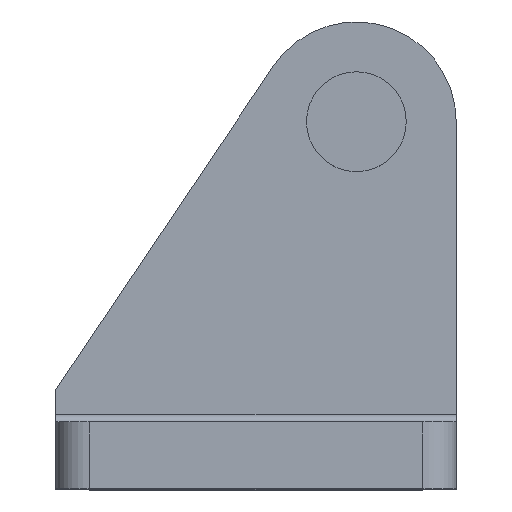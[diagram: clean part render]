
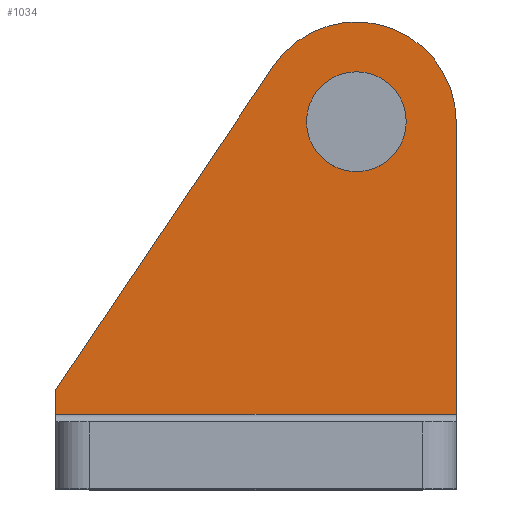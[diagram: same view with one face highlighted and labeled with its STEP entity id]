
A CAD part, top view. The second image highlights one B-rep face of the part: STEP entity #1034.
In plain terms, the highlighted planar face has unit normal (0, 0, 1).
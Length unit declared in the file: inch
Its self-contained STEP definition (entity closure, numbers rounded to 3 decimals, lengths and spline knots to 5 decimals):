
#6 = CARTESIAN_POINT ( 'NONE',  ( -0.56102, 1.37598, 0.625 ) ) ;
#15 = DIRECTION ( 'NONE',  ( 0., 0., 1. ) ) ;
#21 = CIRCLE ( 'NONE', #536, 0.18701 ) ;
#38 = VECTOR ( 'NONE', #1477, 39.37008 ) ;
#60 = VERTEX_POINT ( 'NONE', #391 ) ;
#64 = EDGE_LOOP ( 'NONE', ( #778, #911, #1330, #264, #152 ) ) ;
#83 = AXIS2_PLACEMENT_3D ( 'NONE', #582, #1406, #688 ) ;
#135 = EDGE_CURVE ( 'NONE', #303, #363, #1163, .T. ) ;
#152 = ORIENTED_EDGE ( 'NONE', *, *, #1342, .T. ) ;
#158 = DIRECTION ( 'NONE',  ( 0., 0., 1. ) ) ;
#170 = CARTESIAN_POINT ( 'NONE',  ( -0.68421, 1.58496, 0.625 ) ) ;
#176 = EDGE_LOOP ( 'NONE', ( #605, #492 ) ) ;
#184 = CIRCLE ( 'NONE', #83, 0.18701 ) ;
#188 = VERTEX_POINT ( 'NONE', #170 ) ;
#192 = VECTOR ( 'NONE', #894, 39.37008 ) ;
#264 = ORIENTED_EDGE ( 'NONE', *, *, #1195, .T. ) ;
#282 = CARTESIAN_POINT ( 'NONE',  ( -0.37402, 1.37598, 0.625 ) ) ;
#303 = VERTEX_POINT ( 'NONE', #435 ) ;
#351 = LINE ( 'NONE', #410, #38 ) ;
#360 = PLANE ( 'NONE',  #1132 ) ;
#362 = EDGE_CURVE ( 'NONE', #745, #508, #184, .T. ) ;
#363 = VERTEX_POINT ( 'NONE', #1037 ) ;
#374 = VERTEX_POINT ( 'NONE', #1286 ) ;
#391 = CARTESIAN_POINT ( 'NONE',  ( -1.5, 0.28, 0.625 ) ) ;
#399 = CARTESIAN_POINT ( 'NONE',  ( -0.18701, 1.37598, 0.625 ) ) ;
#400 = DIRECTION ( 'NONE',  ( 1., 0., 0. ) ) ;
#410 = CARTESIAN_POINT ( 'NONE',  ( 0., 0.28, 0.625 ) ) ;
#435 = CARTESIAN_POINT ( 'NONE',  ( 0., 0.28, 0.625 ) ) ;
#492 = ORIENTED_EDGE ( 'NONE', *, *, #362, .F. ) ;
#508 = VERTEX_POINT ( 'NONE', #6 ) ;
#521 = LINE ( 'NONE', #1131, #192 ) ;
#536 = AXIS2_PLACEMENT_3D ( 'NONE', #861, #158, #976 ) ;
#582 = CARTESIAN_POINT ( 'NONE',  ( -0.37402, 1.37598, 0.625 ) ) ;
#605 = ORIENTED_EDGE ( 'NONE', *, *, #715, .F. ) ;
#638 = DIRECTION ( 'NONE',  ( 0., -1., 0. ) ) ;
#688 = DIRECTION ( 'NONE',  ( 1., 0., 0. ) ) ;
#697 = CIRCLE ( 'NONE', #1096, 0.37402 ) ;
#714 = FACE_BOUND ( 'NONE', #176, .T. ) ;
#715 = EDGE_CURVE ( 'NONE', #508, #745, #21, .T. ) ;
#743 = CARTESIAN_POINT ( 'NONE',  ( -1.5, 0.37402, 0.625 ) ) ;
#745 = VERTEX_POINT ( 'NONE', #399 ) ;
#751 = EDGE_CURVE ( 'NONE', #374, #60, #1204, .T. ) ;
#778 = ORIENTED_EDGE ( 'NONE', *, *, #751, .T. ) ;
#824 = DIRECTION ( 'NONE',  ( 1., 0., 0. ) ) ;
#837 = VECTOR ( 'NONE', #1352, 39.37008 ) ;
#861 = CARTESIAN_POINT ( 'NONE',  ( -0.37402, 1.37598, 0.625 ) ) ;
#894 = DIRECTION ( 'NONE',  ( -0.559, -0.829, 0. ) ) ;
#911 = ORIENTED_EDGE ( 'NONE', *, *, #1238, .F. ) ;
#931 = CARTESIAN_POINT ( 'NONE',  ( 0., 0., 0.625 ) ) ;
#976 = DIRECTION ( 'NONE',  ( 1., 0., 0. ) ) ;
#1034 = ADVANCED_FACE ( 'NONE', ( #714, #1315 ), #360, .T. ) ;
#1037 = CARTESIAN_POINT ( 'NONE',  ( 0., 1.37598, 0.625 ) ) ;
#1096 = AXIS2_PLACEMENT_3D ( 'NONE', #282, #1107, #400 ) ;
#1107 = DIRECTION ( 'NONE',  ( 0., 0., 1. ) ) ;
#1131 = CARTESIAN_POINT ( 'NONE',  ( -0.68421, 1.58496, 0.625 ) ) ;
#1132 = AXIS2_PLACEMENT_3D ( 'NONE', #1193, #15, #824 ) ;
#1163 = LINE ( 'NONE', #931, #837 ) ;
#1193 = CARTESIAN_POINT ( 'NONE',  ( -0.37402, 1.37598, 0.625 ) ) ;
#1195 = EDGE_CURVE ( 'NONE', #363, #188, #697, .T. ) ;
#1204 = LINE ( 'NONE', #743, #1482 ) ;
#1238 = EDGE_CURVE ( 'NONE', #303, #60, #351, .T. ) ;
#1286 = CARTESIAN_POINT ( 'NONE',  ( -1.5, 0.37402, 0.625 ) ) ;
#1315 = FACE_OUTER_BOUND ( 'NONE', #64, .T. ) ;
#1330 = ORIENTED_EDGE ( 'NONE', *, *, #135, .T. ) ;
#1342 = EDGE_CURVE ( 'NONE', #188, #374, #521, .T. ) ;
#1352 = DIRECTION ( 'NONE',  ( 0., 1., 0. ) ) ;
#1406 = DIRECTION ( 'NONE',  ( 0., 0., 1. ) ) ;
#1477 = DIRECTION ( 'NONE',  ( -1., 0., 0. ) ) ;
#1482 = VECTOR ( 'NONE', #638, 39.37008 ) ;
